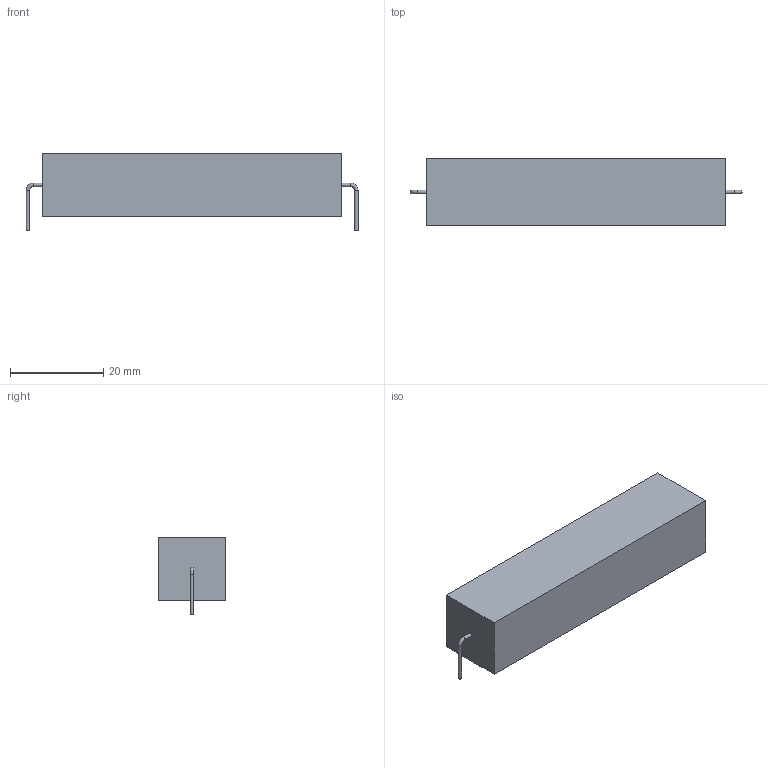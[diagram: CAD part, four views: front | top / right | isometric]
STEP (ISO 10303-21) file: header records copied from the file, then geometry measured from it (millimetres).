
FILE_DESCRIPTION(/* description */ (''),/* implementation_level */ '2;1');
FILE_NAME(/* name */ 'pow_res.stp',/* time_stamp */ '2021-05-07T15:50:32+02:00',/* author */ (''),/* organization */ (''),/* preprocessor_version */ 'ST-DEVELOPER v16.7',/* originating_system */ 'SIEMENS PLM Software NX 1915',/* authorisation */ '');
FILE_SCHEMA (('AUTOMOTIVE_DESIGN { 1 0 10303 214 3 1 1 1 }'));
Length unit declared in the file: millimetre
Products named in the file (1): model1
Bounding box: 71.03 x 14.5 x 16.55 mm (x, y, z)
Volume: 12539 mm3; surface area: 4035.8 mm2
Topology: 3 solids, 3 shells, 16 faces, 26 edges, 16 vertices
Faces by surface type: plane 10, cylinder 4, torus 2
Full cylindrical faces by diameter (mm): 0.75 x4
Entity records: 370 total; most frequent: DIRECTION 62, CARTESIAN_POINT 53, ORIENTED_EDGE 40, AXIS2_PLACEMENT_3D 25, EDGE_LOOP 22, EDGE_CURVE 20, ADVANCED_FACE 16, VERTEX_POINT 16
